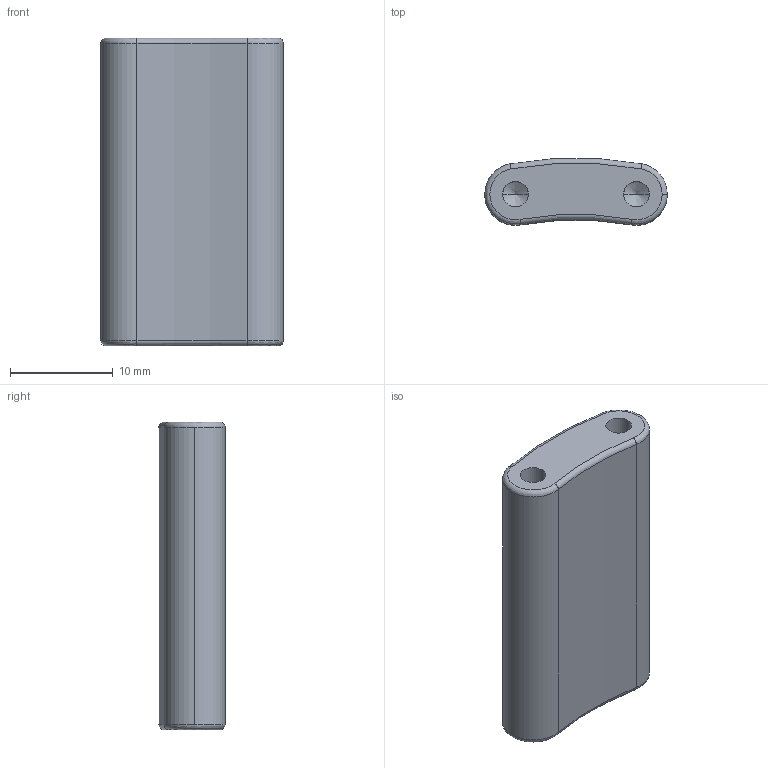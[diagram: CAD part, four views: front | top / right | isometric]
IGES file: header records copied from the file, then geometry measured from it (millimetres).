
Start section: SolidWorks IGES file using analytic representation for surfaces
Global section: file name: (Ïåòëÿ) HINGE F12262000000.IGS; native system: SolidWorks 2017; preprocessor: SolidWorks 2017; author: Alex; date: 180122.122052; units: millimetre
Bounding box: 17.8 x 6.47 x 30 mm (x, y, z)
Volume: 2734.8 mm3; surface area: 1844.3 mm2
Topology: 1 solids, 1 shells, 33 faces, 77 edges, 42 vertices
Faces by surface type: revolution 31, plane 2
